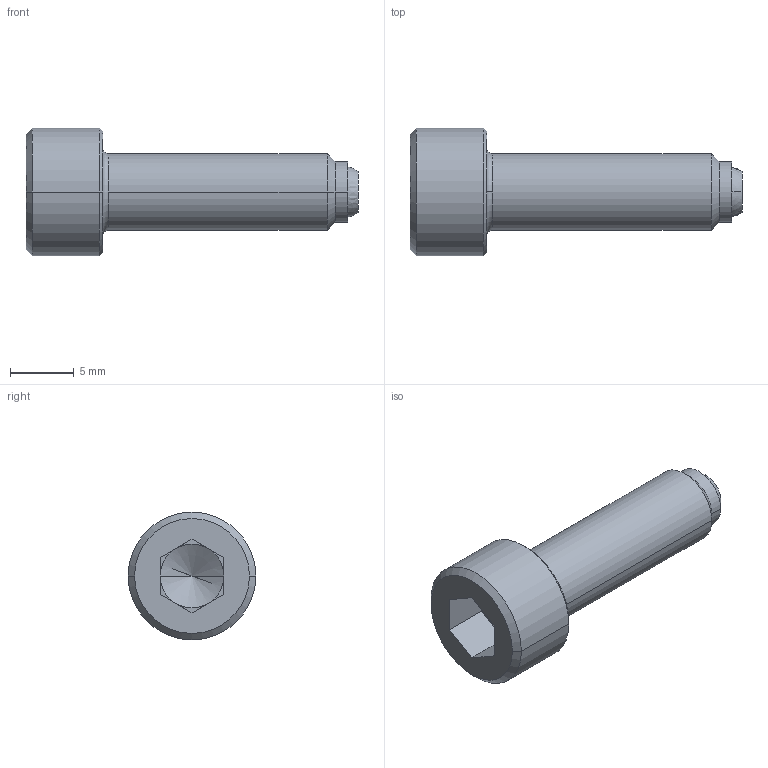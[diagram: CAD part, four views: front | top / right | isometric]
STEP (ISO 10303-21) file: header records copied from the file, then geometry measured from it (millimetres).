
FILE_DESCRIPTION( ( '' ), '1' );
FILE_NAME( 'K0380.20620_0.stp', '2012-10-30T15:47:14', ( '' ), ( '' ), ' ', ' ', ' ' );
FILE_SCHEMA( ( 'CONFIG_CONTROL_DESIGN' ) );
Length unit declared in the file: millimetre
Products named in the file (1): 1
Bounding box: 26 x 10 x 10 mm (x, y, z)
Volume: 917.4 mm3; surface area: 750 mm2
Topology: 1 solids, 1 shells, 34 faces, 76 edges, 45 vertices
Faces by surface type: plane 16, cone 8, cylinder 6, torus 2, sphere 2
Entity records: 974 total; most frequent: DIRECTION 180, CARTESIAN_POINT 154, ORIENTED_EDGE 148, EDGE_CURVE 74, AXIS2_PLACEMENT_3D 71, VERTEX_POINT 45, LINE 38, VECTOR 38
